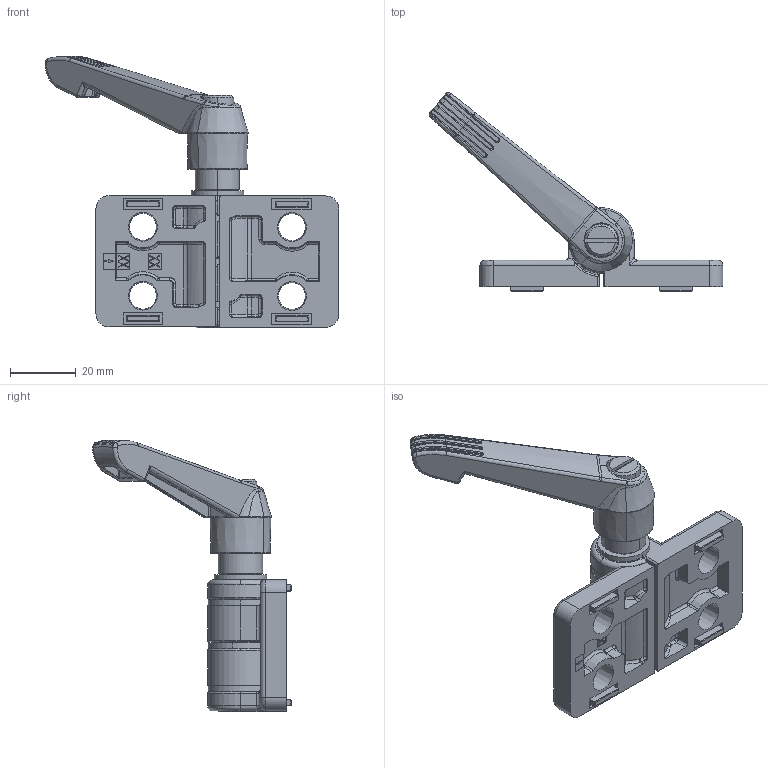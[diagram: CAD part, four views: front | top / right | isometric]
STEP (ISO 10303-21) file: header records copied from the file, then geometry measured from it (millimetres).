
FILE_DESCRIPTION(/* description */ ('KriTec Scharnier 10 40 Zn mit Klemmhebel'),/* implementation_level */ '2;1');
FILE_NAME(/* name */ '81408 KriTec Scharnier 10 40 Zn mit Klemmhebel.stp',/* time_stamp */ '2019-03-25T15:18:11+01:00',/* author */ ('Nell'),/* organization */ ('TraceParts S.A.'),/* preprocessor_version */ 'ST-DEVELOPER v17',/* originating_system */ 'Autodesk Inventor 2018',/* authorisation */ '');
FILE_SCHEMA (('AUTOMOTIVE_DESIGN { 1 0 10303 214 3 1 1 }'));
Products named in the file (10): 81408; 81408_01; 81408_02; 81408_03; 81408_04; 81408_05; 81408_06; 81408_07; 81408_08; 81408_09
Assembly tree (9 placements, depth 2):
  81408
    81408_01
    81408_02
    81408_03
    81408_04
    81408_05
    81408_06
    81408_07
    81408_08
    81408_09
Bounding box: 89.46 x 60.54 x 82.79 mm (x, y, z)
Volume: 37919.2 mm3; surface area: 24870.1 mm2
Topology: 9 solids, 9 shells, 699 faces, 1732 edges, 1057 vertices
Faces by surface type: plane 238, bspline 227, cylinder 154, cone 54, torus 20, sphere 6
Entity records: 51140 total; most frequent: CARTESIAN_POINT 36096, ORIENTED_EDGE 3424, DIRECTION 2407, EDGE_CURVE 1712, VERTEX_POINT 1057, AXIS2_PLACEMENT_3D 846, EDGE_LOOP 751, LINE 715
